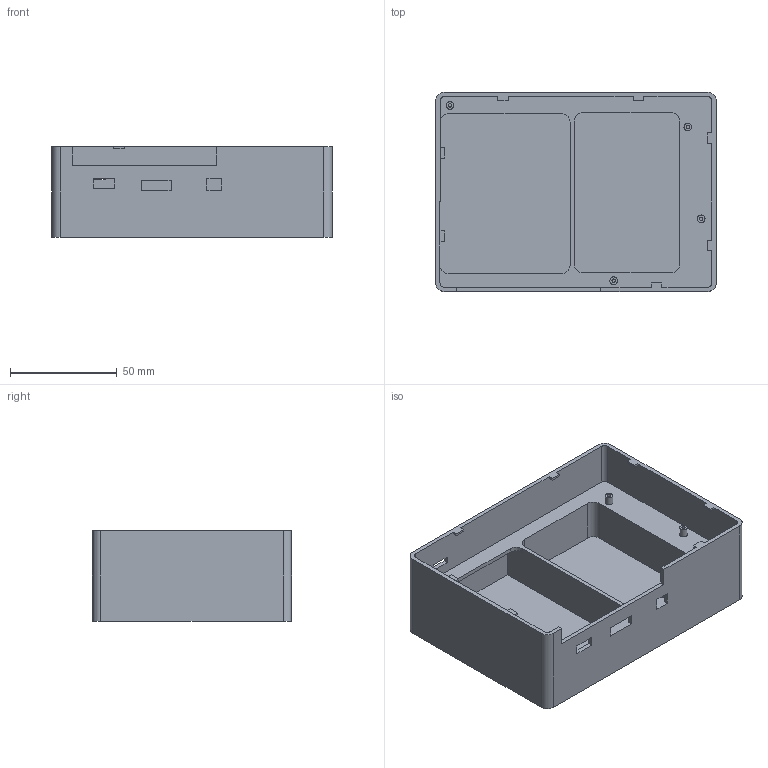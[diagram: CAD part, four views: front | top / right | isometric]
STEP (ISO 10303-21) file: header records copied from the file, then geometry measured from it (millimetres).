
FILE_DESCRIPTION(('FreeCAD Model'),'2;1');
FILE_NAME('Open CASCADE Shape Model','2025-03-21T16:27:34',(''),(''), 'Open CASCADE STEP processor 7.8','FreeCAD','Unknown');
FILE_SCHEMA(('AUTOMOTIVE_DESIGN { 1 0 10303 214 1 1 1 1 }'));
Length unit declared in the file: millimetre
Products named in the file (1): case
Bounding box: 131.63 x 93.43 x 42.5 mm (x, y, z)
Volume: 114761.3 mm3; surface area: 62581.7 mm2
Topology: 3 solids, 3 shells, 106 faces, 278 edges, 185 vertices
Faces by surface type: plane 82, cylinder 24
Full cylindrical faces by diameter (mm): 1.6 x4, 3.6 x4
Entity records: 3294 total; most frequent: CARTESIAN_POINT 570, ORIENTED_EDGE 556, DIRECTION 540, EDGE_CURVE 278, LINE 230, VECTOR 230, VERTEX_POINT 185, AXIS2_PLACEMENT_3D 155
